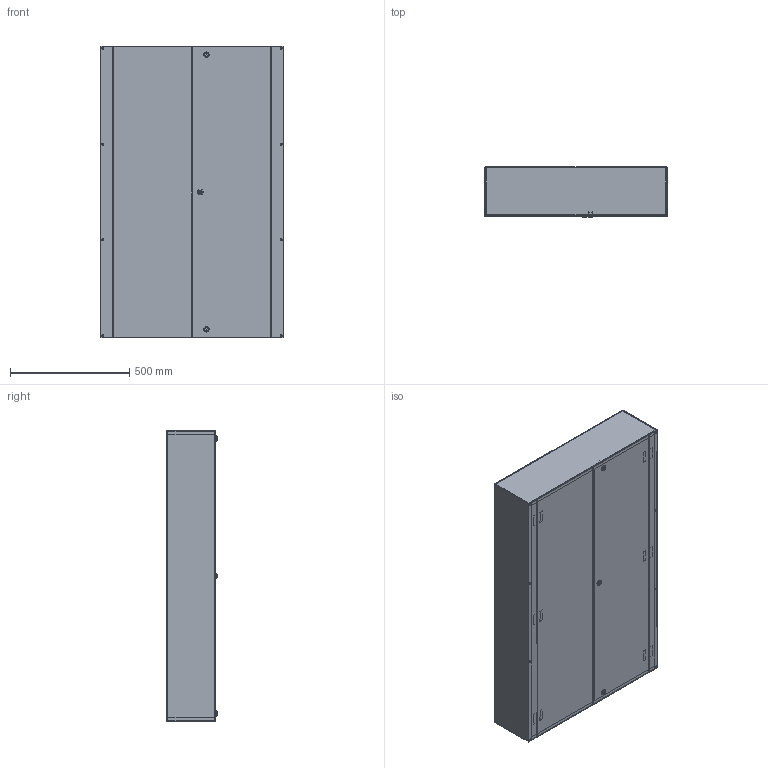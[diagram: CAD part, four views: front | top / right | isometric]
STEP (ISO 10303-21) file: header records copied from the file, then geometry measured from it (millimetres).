
FILE_DESCRIPTION( ( 'Unknown' ), '1' );
FILE_NAME( 'TCS483008.stp', 'Unknown', ( 'Unknown' ), ( 'Unknown' ), 'PSStep 16.0.42', 'Unknown', ' ' );
FILE_SCHEMA( ( 'AUTOMOTIVE_DESIGN { 1 0 10303 214 1 1 1 1 }' ) );
Length unit declared in the file: millimetre
Products named in the file (23): LOCK AVEC TOURNEVIS TYPE 4-12 SANS CAME; HOSING-oa0; INSERT POUR TOURNEVIS-oa1; NOIX DE FIXATION-oa2; Oring-oa3; Oring-oa4; SEAL BLANC-oa5; STOPPER DESSOUS-oa6; VIS DE RETENUE DE LA CAME-oa7; A11KK; CAME K; TC483008_BOITIER_14ga; TC483008B_14ga; TCxx3008E_14ga; TCS4830_COUVERCLE-DROIT_14ga; TC_porte; TCS4830CD_14ga; TCS4830_COUVERCLE-GAUCHE_14ga; TCS4830CG_14ga; TCS48_LANGUETTE_14ga; TC_boitier; TCS48L_14ga; Assem1
Assembly tree (33 placements, depth 5):
  Assem1
    TCS48_LANGUETTE_14ga  x2
      TC_boitier
      TCS48L_14ga
    TC483008_BOITIER_14ga
      TC483008B_14ga
      TCxx3008E_14ga  x2
    TCS4830_COUVERCLE-DROIT_14ga
      TC_porte  x3
      TCS4830CD_14ga
      A11KK  x3
        CAME K
        LOCK AVEC TOURNEVIS TYPE 4-12 SANS CAME
          HOSING-oa0
          INSERT POUR TOURNEVIS-oa1
          NOIX DE FIXATION-oa2
          Oring-oa3
          Oring-oa4
          SEAL BLANC-oa5
          STOPPER DESSOUS-oa6
          VIS DE RETENUE DE LA CAME-oa7
    TCS4830_COUVERCLE-GAUCHE_14ga
      TC_porte  x3
      TCS4830CG_14ga
Bounding box: 762 x 209.58 x 1219.2 mm (x, y, z)
Volume: 5287620.3 mm3; surface area: 5606252 mm2
Topology: 46 solids, 46 shells, 1693 faces, 4272 edges, 2719 vertices
Faces by surface type: plane 850, cylinder 421, bspline 302, torus 63, cone 48, sphere 9
Full cylindrical faces by diameter (mm): 3.523 x6, 3.81 x18, 4.293 x8, 6.096 x6, 6.35 x4, 6.985 x3, 7.925 x12, 9.881 x3, 10.084 x3, 11.176 x3, 11.862 x3, 12.192 x3, 12.827 x3, 15.748 x3, 15.799 x3, 17.462 x3, 22.86 x3
Entity records: 50512 total; most frequent: CARTESIAN_POINT 32111, ORIENTED_EDGE 2852, DIRECTION 2527, EDGE_CURVE 1426, VERTEX_POINT 939, AXIS2_PLACEMENT_3D 900, LINE 727, VECTOR 727
